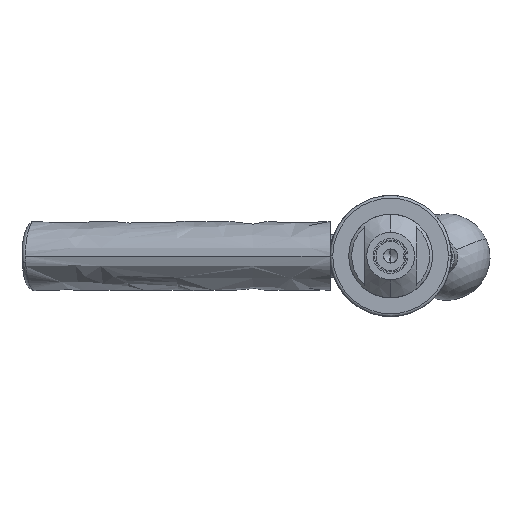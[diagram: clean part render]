
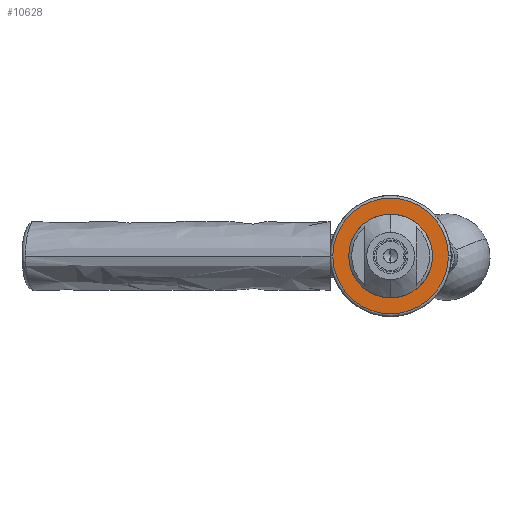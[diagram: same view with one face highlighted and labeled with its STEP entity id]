
A CAD part, left-side view. The second image highlights one B-rep face of the part: STEP entity #10628.
In plain terms, the highlighted planar face has unit normal (-1, 0, 0).
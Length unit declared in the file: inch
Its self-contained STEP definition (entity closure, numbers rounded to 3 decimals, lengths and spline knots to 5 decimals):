
#764 = CARTESIAN_POINT ( 'NONE',  ( -3.921, -0.875, 0. ) ) ;
#946 = CARTESIAN_POINT ( 'NONE',  ( -3.921, 0., 0. ) ) ;
#976 = AXIS2_PLACEMENT_3D ( 'NONE', #7653, #5129, #10261 ) ;
#987 = DIRECTION ( 'NONE',  ( 0., -1., 0. ) ) ;
#1057 = VERTEX_POINT ( 'NONE', #13886 ) ;
#1287 = DIRECTION ( 'NONE',  ( 0., 0., -1. ) ) ;
#2012 = FACE_BOUND ( 'NONE', #6733, .T. ) ;
#2315 = AXIS2_PLACEMENT_3D ( 'NONE', #15562, #2683, #7783 ) ;
#2634 = EDGE_CURVE ( 'NONE', #11543, #1057, #3682, .T. ) ;
#2683 = DIRECTION ( 'NONE',  ( -1., 0., 0. ) ) ;
#3201 = ORIENTED_EDGE ( 'NONE', *, *, #14379, .T. ) ;
#3462 = ORIENTED_EDGE ( 'NONE', *, *, #4872, .F. ) ;
#3682 = CIRCLE ( 'NONE', #2315, 0.835 ) ;
#4719 = DIRECTION ( 'NONE',  ( -1., 0., 0. ) ) ;
#4872 = EDGE_CURVE ( 'NONE', #11416, #5613, #11387, .T. ) ;
#5003 = CIRCLE ( 'NONE', #14632, 0.27344 ) ;
#5129 = DIRECTION ( 'NONE',  ( -1., 0., 0. ) ) ;
#5613 = VERTEX_POINT ( 'NONE', #10105 ) ;
#5946 = AXIS2_PLACEMENT_3D ( 'NONE', #11016, #4719, #987 ) ;
#6149 = ORIENTED_EDGE ( 'NONE', *, *, #8628, .F. ) ;
#6374 = EDGE_LOOP ( 'NONE', ( #3201, #8048 ) ) ;
#6733 = EDGE_LOOP ( 'NONE', ( #3462, #6149 ) ) ;
#7097 = FACE_OUTER_BOUND ( 'NONE', #6374, .T. ) ;
#7653 = CARTESIAN_POINT ( 'NONE',  ( -3.921, 0., 0. ) ) ;
#7783 = DIRECTION ( 'NONE',  ( 0., -1., 0. ) ) ;
#8048 = ORIENTED_EDGE ( 'NONE', *, *, #2634, .T. ) ;
#8628 = EDGE_CURVE ( 'NONE', #5613, #11416, #5003, .T. ) ;
#9017 = AXIS2_PLACEMENT_3D ( 'NONE', #764, #10639, #13202 ) ;
#9201 = DIRECTION ( 'NONE',  ( -1., 0., 0. ) ) ;
#9541 = PLANE ( 'NONE',  #9017 ) ;
#10105 = CARTESIAN_POINT ( 'NONE',  ( -3.921, 0., 0.27344 ) ) ;
#10261 = DIRECTION ( 'NONE',  ( 0., 0., -1. ) ) ;
#10628 = ADVANCED_FACE ( 'NONE', ( #2012, #7097 ), #9541, .F. ) ;
#10639 = DIRECTION ( 'NONE',  ( 1., 0., 0. ) ) ;
#11016 = CARTESIAN_POINT ( 'NONE',  ( -3.921, 0., 0. ) ) ;
#11387 = CIRCLE ( 'NONE', #976, 0.27344 ) ;
#11416 = VERTEX_POINT ( 'NONE', #15676 ) ;
#11543 = VERTEX_POINT ( 'NONE', #16462 ) ;
#13202 = DIRECTION ( 'NONE',  ( 0., -1., 0. ) ) ;
#13886 = CARTESIAN_POINT ( 'NONE',  ( -3.921, -0.835, 0. ) ) ;
#14379 = EDGE_CURVE ( 'NONE', #1057, #11543, #16367, .T. ) ;
#14632 = AXIS2_PLACEMENT_3D ( 'NONE', #946, #9201, #1287 ) ;
#15562 = CARTESIAN_POINT ( 'NONE',  ( -3.921, 0., 0. ) ) ;
#15676 = CARTESIAN_POINT ( 'NONE',  ( -3.921, 0., -0.27344 ) ) ;
#16367 = CIRCLE ( 'NONE', #5946, 0.835 ) ;
#16462 = CARTESIAN_POINT ( 'NONE',  ( -3.921, 0.835, 0. ) ) ;
